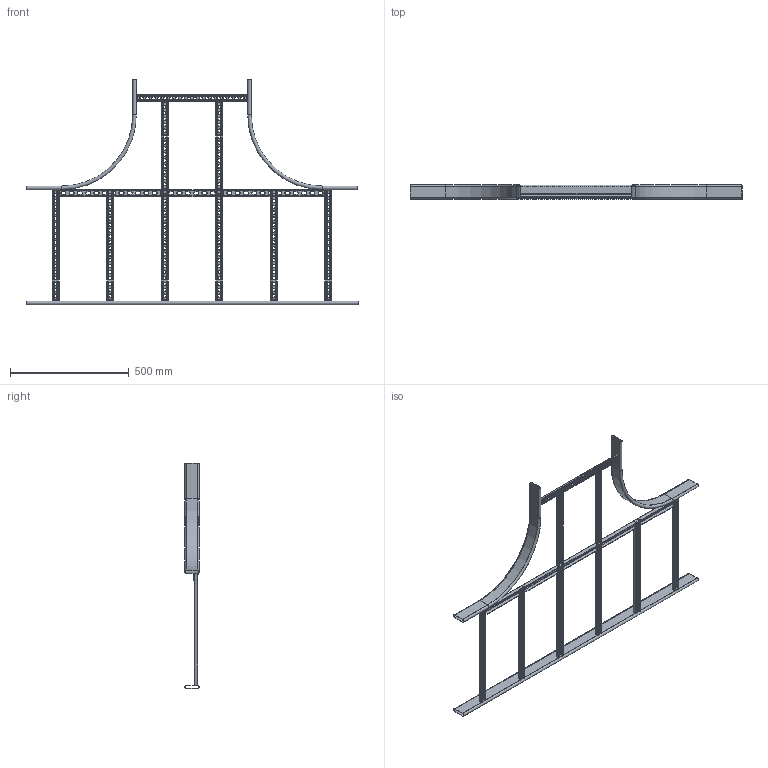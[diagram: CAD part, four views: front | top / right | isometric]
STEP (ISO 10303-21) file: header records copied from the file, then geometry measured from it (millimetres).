
FILE_DESCRIPTION (( 'STEP AP203' ), '1' );
FILE_NAME ('10-02-1336.STEP', '2013-05-02T10:08:40', ( 'asennus' ), ( '' ), 'SwSTEP 2.0', 'SolidWorks 2013', '' );
FILE_SCHEMA (( 'CONFIG_CONTROL_DESIGN' ));
Length unit declared in the file: millimetre
Products named in the file (1): 10-02-1336
Bounding box: 1400 x 60 x 950 mm (x, y, z)
Volume: 761358.3 mm3; surface area: 1428957.2 mm2
Topology: 13 solids, 13 shells, 1412 faces, 3646 edges, 2260 vertices
Faces by surface type: plane 836, cylinder 556, bspline 12, torus 8
Entity records: 43655 total; most frequent: CARTESIAN_POINT 7811, DIRECTION 7492, ORIENTED_EDGE 7292, EDGE_CURVE 3646, VECTOR 2506, LINE 2506, AXIS2_PLACEMENT_3D 2493, VERTEX_POINT 2260
